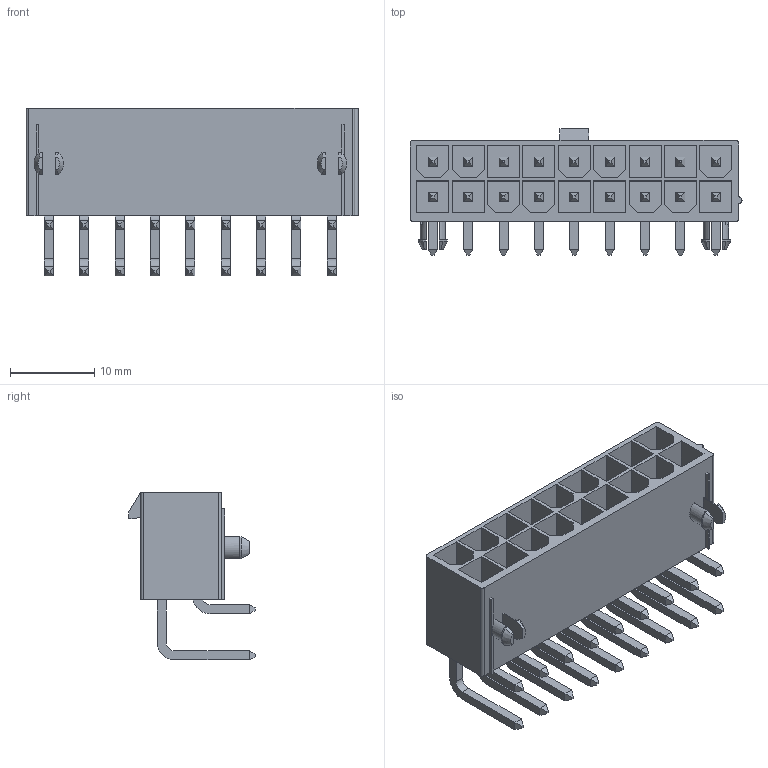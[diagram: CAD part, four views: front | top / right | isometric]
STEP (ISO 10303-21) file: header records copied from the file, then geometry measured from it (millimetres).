
FILE_DESCRIPTION((''),'2;1');
FILE_NAME('039301182','2019-01-24T',('gga'),(''),'PRO/ENGINEER BY PARAMETRIC TECHNOLOGY CORPORATION, 2016010','PRO/ENGINEER BY PARAMETRIC TECHNOLOGY CORPORATION, 2016010','');
FILE_SCHEMA(('CONFIG_CONTROL_DESIGN'));
Length unit declared in the file: millimetre
Products named in the file (1): 039301182
Bounding box: 39.4 x 15 x 19.93 mm (x, y, z)
Volume: 2878 mm3; surface area: 5773.2 mm2
Topology: 1 solids, 1 shells, 555 faces, 1369 edges, 874 vertices
Faces by surface type: plane 502, cylinder 49, cone 4
Entity records: 15974 total; most frequent: CARTESIAN_POINT 2771, ORIENTED_EDGE 2654, DIRECTION 2621, EDGE_CURVE 1327, VECTOR 1213, LINE 1213, VERTEX_POINT 830, AXIS2_PLACEMENT_3D 704
